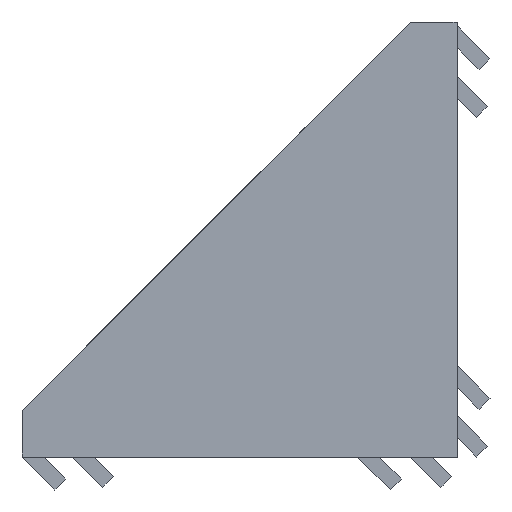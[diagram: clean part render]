
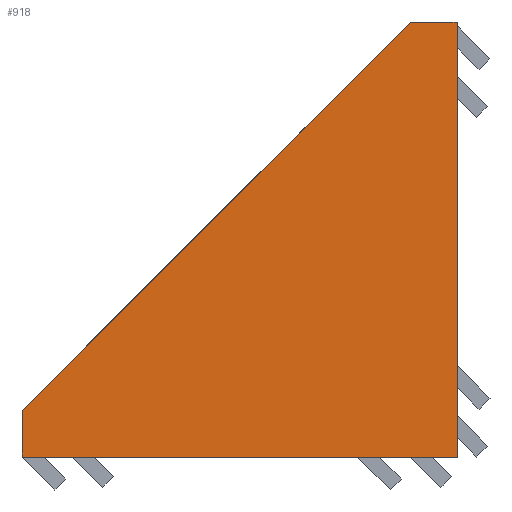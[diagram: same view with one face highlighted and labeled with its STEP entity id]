
A CAD part, left-side view. The second image highlights one B-rep face of the part: STEP entity #918.
In plain terms, the highlighted planar face has unit normal (-1, 0, 0).
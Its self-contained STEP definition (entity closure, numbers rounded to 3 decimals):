
#7 = CARTESIAN_POINT ( 'NONE',  ( -29., 0., 0. ) ) ;
#29 = LINE ( 'NONE', #1624, #1701 ) ;
#57 = VECTOR ( 'NONE', #1043, 1000. ) ;
#75 = EDGE_CURVE ( 'NONE', #2473, #2791, #1505, .T. ) ;
#212 = VERTEX_POINT ( 'NONE', #2335 ) ;
#490 = EDGE_CURVE ( 'NONE', #2791, #1454, #29, .T. ) ;
#537 = DIRECTION ( 'NONE',  ( 0., 0., 1. ) ) ;
#549 = CARTESIAN_POINT ( 'NONE',  ( -29., 0., 0. ) ) ;
#568 = LINE ( 'NONE', #808, #2401 ) ;
#685 = VECTOR ( 'NONE', #1090, 1000. ) ;
#709 = ORIENTED_EDGE ( 'NONE', *, *, #490, .F. ) ;
#757 = PLANE ( 'NONE',  #2302 ) ;
#800 = VERTEX_POINT ( 'NONE', #3006 ) ;
#808 = CARTESIAN_POINT ( 'NONE',  ( -29., 6., 56. ) ) ;
#918 = ADVANCED_FACE ( 'NONE', ( #1562 ), #757, .T. ) ;
#1029 = CARTESIAN_POINT ( 'NONE',  ( -29., 0., 0. ) ) ;
#1043 = DIRECTION ( 'NONE',  ( 0., 1., 0. ) ) ;
#1090 = DIRECTION ( 'NONE',  ( 0., 0., 1. ) ) ;
#1095 = EDGE_CURVE ( 'NONE', #800, #2473, #568, .T. ) ;
#1454 = VERTEX_POINT ( 'NONE', #549 ) ;
#1463 = EDGE_CURVE ( 'NONE', #212, #800, #2908, .T. ) ;
#1474 = ORIENTED_EDGE ( 'NONE', *, *, #1756, .F. ) ;
#1478 = ORIENTED_EDGE ( 'NONE', *, *, #1463, .F. ) ;
#1500 = LINE ( 'NONE', #7, #57 ) ;
#1505 = LINE ( 'NONE', #3100, #2984 ) ;
#1562 = FACE_OUTER_BOUND ( 'NONE', #1820, .T. ) ;
#1607 = DIRECTION ( 'NONE',  ( 0., -0.707, 0.707 ) ) ;
#1624 = CARTESIAN_POINT ( 'NONE',  ( -29., 0., 0. ) ) ;
#1701 = VECTOR ( 'NONE', #2415, 1000. ) ;
#1756 = EDGE_CURVE ( 'NONE', #1454, #212, #1500, .T. ) ;
#1820 = EDGE_LOOP ( 'NONE', ( #709, #2080, #2649, #1478, #1474 ) ) ;
#2080 = ORIENTED_EDGE ( 'NONE', *, *, #75, .F. ) ;
#2236 = DIRECTION ( 'NONE',  ( 0., -1., 0. ) ) ;
#2302 = AXIS2_PLACEMENT_3D ( 'NONE', #1029, #2845, #537 ) ;
#2335 = CARTESIAN_POINT ( 'NONE',  ( -29., 56., 0. ) ) ;
#2401 = VECTOR ( 'NONE', #1607, 1000. ) ;
#2415 = DIRECTION ( 'NONE',  ( 0., 0., -1. ) ) ;
#2473 = VERTEX_POINT ( 'NONE', #3341 ) ;
#2646 = CARTESIAN_POINT ( 'NONE',  ( -29., 56., 0. ) ) ;
#2649 = ORIENTED_EDGE ( 'NONE', *, *, #1095, .F. ) ;
#2791 = VERTEX_POINT ( 'NONE', #3335 ) ;
#2845 = DIRECTION ( 'NONE',  ( -1., 0., 0. ) ) ;
#2908 = LINE ( 'NONE', #2646, #685 ) ;
#2984 = VECTOR ( 'NONE', #2236, 1000. ) ;
#3006 = CARTESIAN_POINT ( 'NONE',  ( -29., 56., 6. ) ) ;
#3100 = CARTESIAN_POINT ( 'NONE',  ( -29., 0., 56. ) ) ;
#3335 = CARTESIAN_POINT ( 'NONE',  ( -29., 0., 56. ) ) ;
#3341 = CARTESIAN_POINT ( 'NONE',  ( -29., 6., 56. ) ) ;
